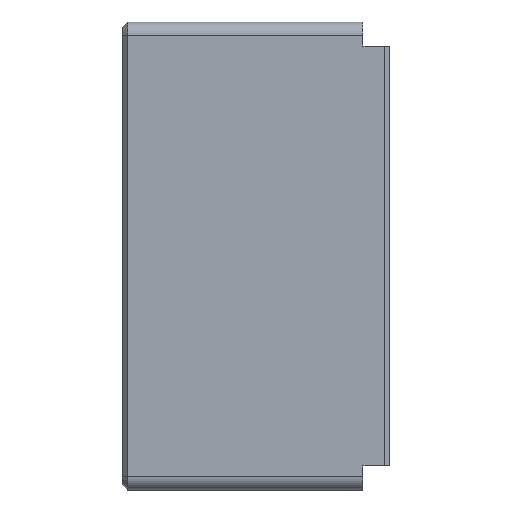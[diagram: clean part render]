
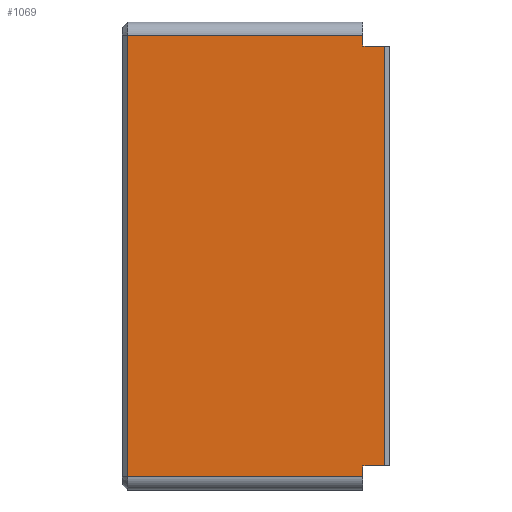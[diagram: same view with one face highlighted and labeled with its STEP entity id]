
A CAD part, left-side view. The second image highlights one B-rep face of the part: STEP entity #1069.
In plain terms, the highlighted planar face has unit normal (-1, 0, 0).
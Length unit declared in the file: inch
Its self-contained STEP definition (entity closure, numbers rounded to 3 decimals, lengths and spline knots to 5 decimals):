
#339 = VERTEX_POINT ( 'NONE', #2877 ) ;
#715 = CARTESIAN_POINT ( 'NONE',  ( -0.875, 0.1, 0.825 ) ) ;
#743 = AXIS2_PLACEMENT_3D ( 'NONE', #2446, #2089, #1756 ) ;
#919 = LINE ( 'NONE', #2393, #3576 ) ;
#925 = VECTOR ( 'NONE', #1064, 39.37008 ) ;
#993 = CARTESIAN_POINT ( 'NONE',  ( -0.875, 0., -0.785 ) ) ;
#1064 = DIRECTION ( 'NONE',  ( 0., 1., 0. ) ) ;
#1069 = ADVANCED_FACE ( 'NONE', ( #4732 ), #2905, .F. ) ;
#1096 = EDGE_CURVE ( 'NONE', #1337, #339, #919, .T. ) ;
#1259 = DIRECTION ( 'NONE',  ( 0., 0., -1. ) ) ;
#1326 = VECTOR ( 'NONE', #2627, 39.37008 ) ;
#1337 = VERTEX_POINT ( 'NONE', #2678 ) ;
#1566 = VERTEX_POINT ( 'NONE', #4429 ) ;
#1572 = CARTESIAN_POINT ( 'NONE',  ( -0.875, 1., -0.825 ) ) ;
#1608 = ORIENTED_EDGE ( 'NONE', *, *, #2963, .T. ) ;
#1729 = VECTOR ( 'NONE', #4248, 39.37008 ) ;
#1756 = DIRECTION ( 'NONE',  ( 0., 0., -1. ) ) ;
#1779 = EDGE_CURVE ( 'NONE', #4700, #1566, #3326, .T. ) ;
#1781 = CARTESIAN_POINT ( 'NONE',  ( -0.875, 0.98, 0.825 ) ) ;
#1835 = EDGE_CURVE ( 'NONE', #2175, #4224, #4832, .T. ) ;
#1966 = EDGE_CURVE ( 'NONE', #2870, #1337, #4594, .T. ) ;
#1996 = EDGE_CURVE ( 'NONE', #4224, #4155, #4197, .T. ) ;
#2078 = CARTESIAN_POINT ( 'NONE',  ( -0.875, 0.98, 0.875 ) ) ;
#2089 = DIRECTION ( 'NONE',  ( 1., 0., 0. ) ) ;
#2175 = VERTEX_POINT ( 'NONE', #3153 ) ;
#2201 = ORIENTED_EDGE ( 'NONE', *, *, #1835, .T. ) ;
#2289 = CARTESIAN_POINT ( 'NONE',  ( -0.875, 1., 0.825 ) ) ;
#2314 = CARTESIAN_POINT ( 'NONE',  ( -0.875, 0.02, -0.785 ) ) ;
#2393 = CARTESIAN_POINT ( 'NONE',  ( -0.875, 0.1, -0.875 ) ) ;
#2412 = LINE ( 'NONE', #2078, #4854 ) ;
#2446 = CARTESIAN_POINT ( 'NONE',  ( -0.875, 1., 0.875 ) ) ;
#2627 = DIRECTION ( 'NONE',  ( 0., -1., 0. ) ) ;
#2678 = CARTESIAN_POINT ( 'NONE',  ( -0.875, 0.1, -0.825 ) ) ;
#2720 = ORIENTED_EDGE ( 'NONE', *, *, #4822, .T. ) ;
#2787 = ORIENTED_EDGE ( 'NONE', *, *, #3021, .T. ) ;
#2870 = VERTEX_POINT ( 'NONE', #4027 ) ;
#2877 = CARTESIAN_POINT ( 'NONE',  ( -0.875, 0.1, -0.785 ) ) ;
#2905 = PLANE ( 'NONE',  #743 ) ;
#2953 = VECTOR ( 'NONE', #4904, 39.37008 ) ;
#2963 = EDGE_CURVE ( 'NONE', #1566, #2175, #4928, .T. ) ;
#3021 = EDGE_CURVE ( 'NONE', #339, #4700, #4496, .T. ) ;
#3032 = VECTOR ( 'NONE', #3304, 39.37008 ) ;
#3054 = DIRECTION ( 'NONE',  ( 0., -1., 0. ) ) ;
#3107 = DIRECTION ( 'NONE',  ( 0., 0., 1. ) ) ;
#3153 = CARTESIAN_POINT ( 'NONE',  ( -0.875, 0.1, 0.785 ) ) ;
#3304 = DIRECTION ( 'NONE',  ( 0., 0., 1. ) ) ;
#3326 = LINE ( 'NONE', #4852, #3032 ) ;
#3576 = VECTOR ( 'NONE', #3107, 39.37008 ) ;
#3725 = CARTESIAN_POINT ( 'NONE',  ( -0.875, 0.1, 0.875 ) ) ;
#4027 = CARTESIAN_POINT ( 'NONE',  ( -0.875, 0.98, -0.825 ) ) ;
#4155 = VERTEX_POINT ( 'NONE', #1781 ) ;
#4197 = LINE ( 'NONE', #2289, #1729 ) ;
#4224 = VERTEX_POINT ( 'NONE', #715 ) ;
#4248 = DIRECTION ( 'NONE',  ( 0., 1., 0. ) ) ;
#4426 = CARTESIAN_POINT ( 'NONE',  ( -0.875, 0., 0.785 ) ) ;
#4429 = CARTESIAN_POINT ( 'NONE',  ( -0.875, 0.02, 0.785 ) ) ;
#4496 = LINE ( 'NONE', #993, #1326 ) ;
#4593 = EDGE_LOOP ( 'NONE', ( #2787, #4688, #1608, #2201, #4724, #2720, #4641, #4889 ) ) ;
#4594 = LINE ( 'NONE', #1572, #4626 ) ;
#4626 = VECTOR ( 'NONE', #3054, 39.37008 ) ;
#4641 = ORIENTED_EDGE ( 'NONE', *, *, #1966, .T. ) ;
#4688 = ORIENTED_EDGE ( 'NONE', *, *, #1779, .T. ) ;
#4700 = VERTEX_POINT ( 'NONE', #2314 ) ;
#4724 = ORIENTED_EDGE ( 'NONE', *, *, #1996, .T. ) ;
#4732 = FACE_OUTER_BOUND ( 'NONE', #4593, .T. ) ;
#4822 = EDGE_CURVE ( 'NONE', #4155, #2870, #2412, .T. ) ;
#4832 = LINE ( 'NONE', #3725, #2953 ) ;
#4852 = CARTESIAN_POINT ( 'NONE',  ( -0.875, 0.02, 0.785 ) ) ;
#4854 = VECTOR ( 'NONE', #1259, 39.37008 ) ;
#4889 = ORIENTED_EDGE ( 'NONE', *, *, #1096, .T. ) ;
#4904 = DIRECTION ( 'NONE',  ( 0., 0., 1. ) ) ;
#4928 = LINE ( 'NONE', #4426, #925 ) ;
